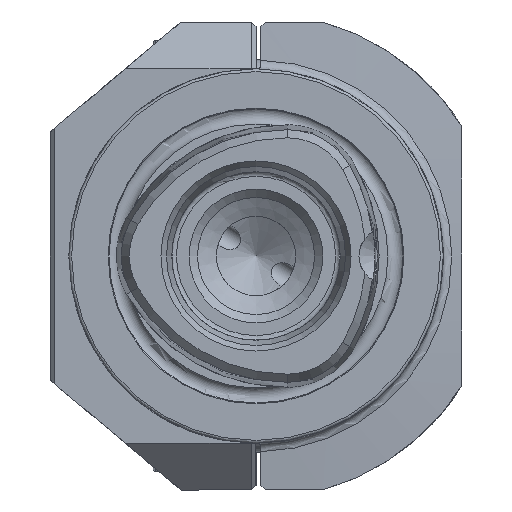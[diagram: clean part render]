
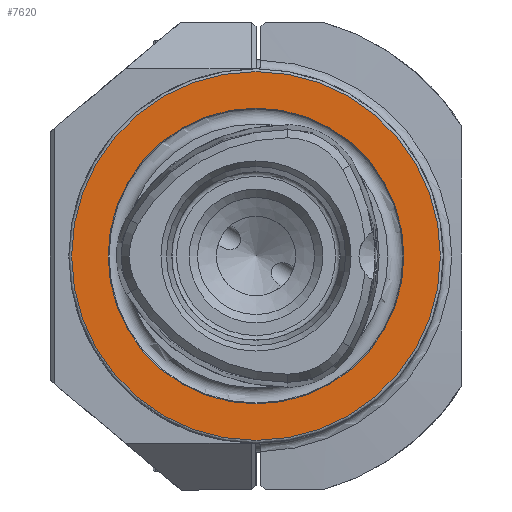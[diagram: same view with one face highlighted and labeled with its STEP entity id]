
A CAD part, left-side view. The second image highlights one B-rep face of the part: STEP entity #7620.
In plain terms, the highlighted planar face has unit normal (-1, 0, 0).
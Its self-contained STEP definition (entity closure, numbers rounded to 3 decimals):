
#706 = DIRECTION ( 'NONE',  ( 1., 0., 0. ) ) ;
#766 = CARTESIAN_POINT ( 'NONE',  ( 0., 15.8, 0. ) ) ;
#786 = CARTESIAN_POINT ( 'NONE',  ( 0., 0., 0. ) ) ;
#903 = AXIS2_PLACEMENT_3D ( 'NONE', #766, #706, #3672 ) ;
#1197 = ORIENTED_EDGE ( 'NONE', *, *, #4883, .F. ) ;
#1483 = ORIENTED_EDGE ( 'NONE', *, *, #7654, .T. ) ;
#2535 = PLANE ( 'NONE',  #903 ) ;
#2749 = CARTESIAN_POINT ( 'NONE',  ( 0., 0., 19.7 ) ) ;
#3033 = AXIS2_PLACEMENT_3D ( 'NONE', #3188, #5552, #5527 ) ;
#3063 = EDGE_LOOP ( 'NONE', ( #1197 ) ) ;
#3145 = DIRECTION ( 'NONE',  ( 0., 0., 1. ) ) ;
#3188 = CARTESIAN_POINT ( 'NONE',  ( 0., 0., 0. ) ) ;
#3340 = FACE_OUTER_BOUND ( 'NONE', #6055, .T. ) ;
#3516 = AXIS2_PLACEMENT_3D ( 'NONE', #786, #5451, #3145 ) ;
#3672 = DIRECTION ( 'NONE',  ( 0., 0., -1. ) ) ;
#4883 = EDGE_CURVE ( 'NONE', #4888, #4888, #6249, .T. ) ;
#4888 = VERTEX_POINT ( 'NONE', #6205 ) ;
#5168 = FACE_BOUND ( 'NONE', #3063, .T. ) ;
#5451 = DIRECTION ( 'NONE',  ( -1., 0., 0. ) ) ;
#5527 = DIRECTION ( 'NONE',  ( 0., 0., 1. ) ) ;
#5552 = DIRECTION ( 'NONE',  ( -1., 0., 0. ) ) ;
#5915 = CIRCLE ( 'NONE', #3516, 19.7 ) ;
#6055 = EDGE_LOOP ( 'NONE', ( #1483 ) ) ;
#6205 = CARTESIAN_POINT ( 'NONE',  ( 0., 0., 15.8 ) ) ;
#6249 = CIRCLE ( 'NONE', #3033, 15.8 ) ;
#6852 = VERTEX_POINT ( 'NONE', #2749 ) ;
#7620 = ADVANCED_FACE ( 'NONE', ( #5168, #3340 ), #2535, .F. ) ;
#7654 = EDGE_CURVE ( 'NONE', #6852, #6852, #5915, .T. ) ;
